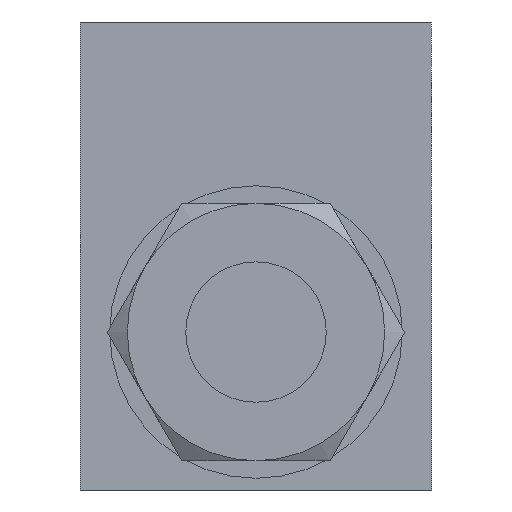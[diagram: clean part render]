
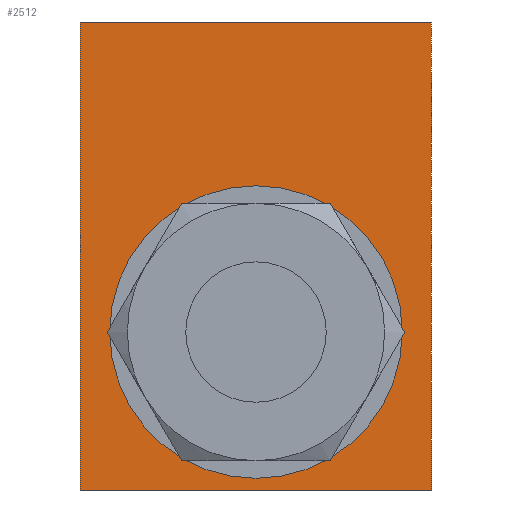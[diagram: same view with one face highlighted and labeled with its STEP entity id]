
A CAD part, front view. The second image highlights one B-rep face of the part: STEP entity #2512.
In plain terms, the highlighted planar face has unit normal (0, -1, 0).
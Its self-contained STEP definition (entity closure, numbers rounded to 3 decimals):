
#198=LINE('',#3799,#258);
#201=LINE('',#3805,#261);
#204=LINE('',#3811,#264);
#207=LINE('',#3820,#267);
#258=VECTOR('',#3080,1000.);
#261=VECTOR('',#3085,1000.);
#264=VECTOR('',#3090,1000.);
#267=VECTOR('',#3099,1000.);
#583=ORIENTED_EDGE('',*,*,#909,.T.);
#584=ORIENTED_EDGE('',*,*,#897,.F.);
#585=ORIENTED_EDGE('',*,*,#908,.F.);
#586=ORIENTED_EDGE('',*,*,#903,.F.);
#587=ORIENTED_EDGE('',*,*,#900,.F.);
#897=EDGE_CURVE('',#1074,#1075,#198,.T.);
#900=EDGE_CURVE('',#1075,#1077,#201,.T.);
#903=EDGE_CURVE('',#1077,#1079,#204,.T.);
#908=EDGE_CURVE('',#1079,#1074,#207,.T.);
#909=EDGE_CURVE('',#1082,#1082,#1193,.T.);
#1074=VERTEX_POINT('',#3798);
#1075=VERTEX_POINT('',#3800);
#1077=VERTEX_POINT('',#3806);
#1079=VERTEX_POINT('',#3812);
#1082=VERTEX_POINT('',#3823);
#1193=CIRCLE('',#2703,12.5);
#1325=EDGE_LOOP('',(#583));
#1326=EDGE_LOOP('',(#584,#585,#586,#587));
#1489=FACE_BOUND('',#1325,.T.);
#1490=FACE_BOUND('',#1326,.T.);
#1590=PLANE('',#2702);
#2512=ADVANCED_FACE('',(#1489,#1490),#1590,.F.);
#2702=AXIS2_PLACEMENT_3D('',#3821,#3100,#3101);
#2703=AXIS2_PLACEMENT_3D('',#3822,#3102,#3103);
#3080=DIRECTION('',(0.,0.,-1.));
#3085=DIRECTION('',(-1.,0.,0.));
#3090=DIRECTION('',(0.,0.,1.));
#3099=DIRECTION('',(1.,0.,0.));
#3100=DIRECTION('',(0.,1.,0.));
#3101=DIRECTION('',(0.,0.,1.));
#3102=DIRECTION('',(0.,1.,0.));
#3103=DIRECTION('',(0.,0.,-1.));
#3798=CARTESIAN_POINT('',(15.,-32.5,26.5));
#3799=CARTESIAN_POINT('',(15.,-32.5,26.5));
#3800=CARTESIAN_POINT('',(15.,-32.5,-13.5));
#3805=CARTESIAN_POINT('',(15.,-32.5,-13.5));
#3806=CARTESIAN_POINT('',(-15.,-32.5,-13.5));
#3811=CARTESIAN_POINT('',(-15.,-32.5,-13.5));
#3812=CARTESIAN_POINT('',(-15.,-32.5,26.5));
#3820=CARTESIAN_POINT('',(-15.,-32.5,26.5));
#3821=CARTESIAN_POINT('',(0.,-32.5,0.));
#3822=CARTESIAN_POINT('',(0.,-32.5,0.));
#3823=CARTESIAN_POINT('',(0.,-32.5,-12.5));
